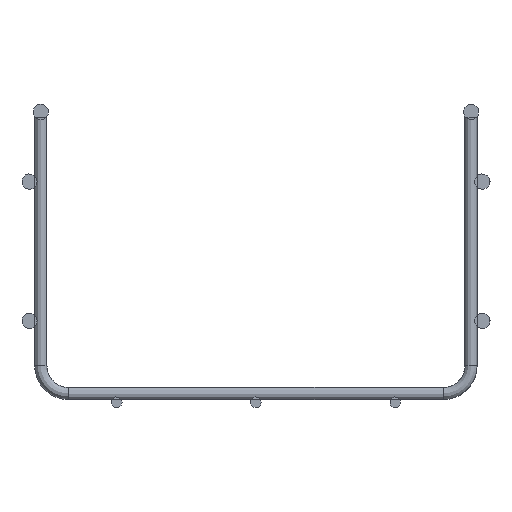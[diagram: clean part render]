
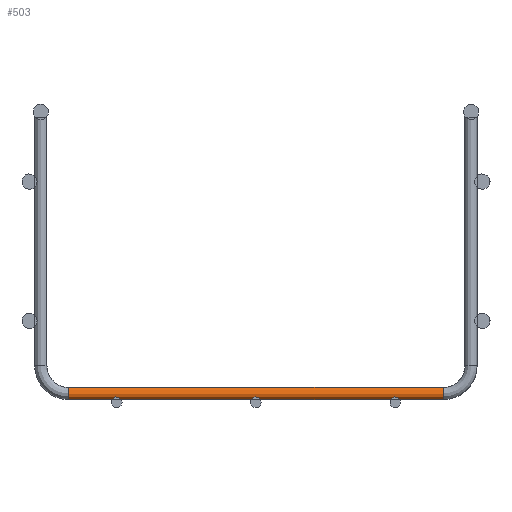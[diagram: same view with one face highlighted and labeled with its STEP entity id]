
A CAD part, left-side view. The second image highlights one B-rep face of the part: STEP entity #503.
In plain terms, the highlighted cylindrical face has radius 2.2 mm (diameter 4.4 mm), a full revolution.
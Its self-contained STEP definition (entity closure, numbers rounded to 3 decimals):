
#215=FACE_OUTER_BOUND('',#249,.T.);
#249=EDGE_LOOP('',(#443,#444,#445,#446,#447,#448));
#264=LINE('',#918,#276);
#276=VECTOR('',#741,2.2);
#300=CIRCLE('',#572,2.2);
#301=CIRCLE('',#573,2.2);
#302=CIRCLE('',#575,2.2);
#303=CIRCLE('',#576,2.2);
#329=VERTEX_POINT('',#911);
#330=VERTEX_POINT('',#913);
#331=VERTEX_POINT('',#917);
#332=VERTEX_POINT('',#919);
#368=EDGE_CURVE('',#329,#330,#300,.T.);
#369=EDGE_CURVE('',#330,#329,#301,.T.);
#370=EDGE_CURVE('',#330,#331,#264,.T.);
#371=EDGE_CURVE('',#331,#332,#302,.T.);
#372=EDGE_CURVE('',#332,#331,#303,.T.);
#443=ORIENTED_EDGE('',*,*,#369,.F.);
#444=ORIENTED_EDGE('',*,*,#370,.T.);
#445=ORIENTED_EDGE('',*,*,#371,.T.);
#446=ORIENTED_EDGE('',*,*,#372,.T.);
#447=ORIENTED_EDGE('',*,*,#370,.F.);
#448=ORIENTED_EDGE('',*,*,#368,.F.);
#472=CYLINDRICAL_SURFACE('',#574,2.2);
#503=ADVANCED_FACE('',(#215),#472,.T.);
#572=AXIS2_PLACEMENT_3D('',#914,#735,#736);
#573=AXIS2_PLACEMENT_3D('',#915,#737,#738);
#574=AXIS2_PLACEMENT_3D('',#916,#739,#740);
#575=AXIS2_PLACEMENT_3D('',#920,#742,#743);
#576=AXIS2_PLACEMENT_3D('',#921,#744,#745);
#735=DIRECTION('center_axis',(0.,1.,0.));
#736=DIRECTION('ref_axis',(-1.,0.,0.));
#737=DIRECTION('center_axis',(0.,1.,0.));
#738=DIRECTION('ref_axis',(-1.,0.,0.));
#739=DIRECTION('center_axis',(0.,1.,0.));
#740=DIRECTION('ref_axis',(-1.,0.,0.));
#741=DIRECTION('',(0.,-1.,0.));
#742=DIRECTION('center_axis',(0.,1.,0.));
#743=DIRECTION('ref_axis',(-1.,0.,0.));
#744=DIRECTION('center_axis',(0.,1.,0.));
#745=DIRECTION('ref_axis',(-1.,0.,0.));
#911=CARTESIAN_POINT('',(0.,67.2,-46.3));
#913=CARTESIAN_POINT('',(2.2,67.2,-48.5));
#914=CARTESIAN_POINT('Origin',(0.,67.2,-48.5));
#915=CARTESIAN_POINT('Origin',(0.,67.2,-48.5));
#916=CARTESIAN_POINT('Origin',(0.,-67.2,-48.5));
#917=CARTESIAN_POINT('',(2.2,-67.2,-48.5));
#918=CARTESIAN_POINT('',(2.2,-67.2,-48.5));
#919=CARTESIAN_POINT('',(0.,-67.2,-46.3));
#920=CARTESIAN_POINT('Origin',(0.,-67.2,-48.5));
#921=CARTESIAN_POINT('Origin',(0.,-67.2,-48.5));
